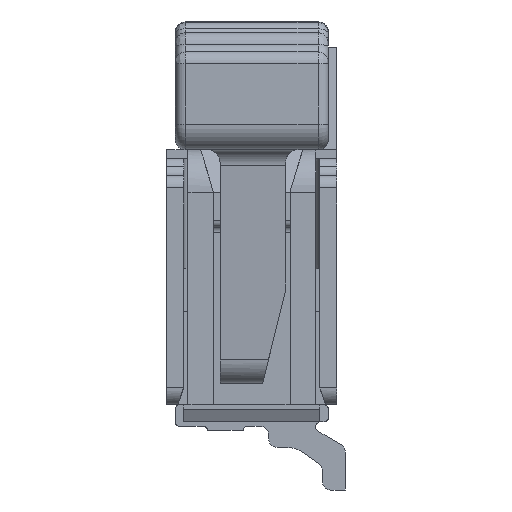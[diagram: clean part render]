
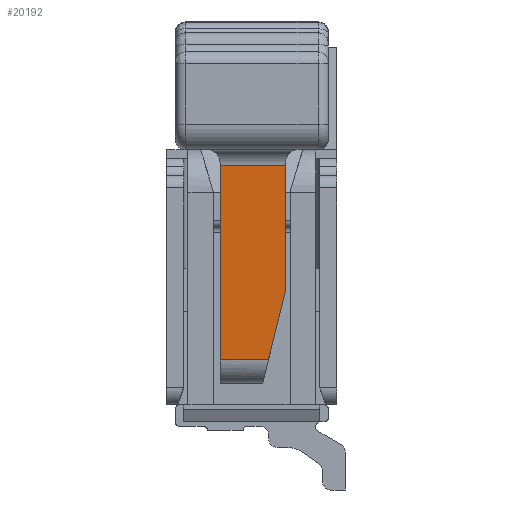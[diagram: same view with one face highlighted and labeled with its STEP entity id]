
A CAD part, left-side view. The second image highlights one B-rep face of the part: STEP entity #20192.
In plain terms, the highlighted face is planar.
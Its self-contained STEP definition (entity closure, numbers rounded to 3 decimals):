
#548 = VERTEX_POINT ( 'NONE', #20402 ) ;
#629 = DIRECTION ( 'NONE',  ( 0., 0., 1. ) ) ;
#685 = VECTOR ( 'NONE', #629, 1000. ) ;
#720 = VECTOR ( 'NONE', #1803, 1000. ) ;
#1569 = ORIENTED_EDGE ( 'NONE', *, *, #7151, .T. ) ;
#1803 = DIRECTION ( 'NONE',  ( -0.07, 0.969, 0.238 ) ) ;
#1880 = AXIS2_PLACEMENT_3D ( 'NONE', #9321, #12143, #2633 ) ;
#2074 = DIRECTION ( 'NONE',  ( -0.073, 0.997, 0. ) ) ;
#2465 = DIRECTION ( 'NONE',  ( 0.073, -0.997, 0. ) ) ;
#2491 = CARTESIAN_POINT ( 'NONE',  ( 945.44, 40.898, -0.373 ) ) ;
#2633 = DIRECTION ( 'NONE',  ( 0., 0., -1. ) ) ;
#3720 = EDGE_CURVE ( 'NONE', #548, #20168, #13151, .T. ) ;
#5022 = EDGE_LOOP ( 'NONE', ( #14436, #5347, #9761, #13807, #1569 ) ) ;
#5347 = ORIENTED_EDGE ( 'NONE', *, *, #3720, .T. ) ;
#5969 = VERTEX_POINT ( 'NONE', #19040 ) ;
#6084 = CARTESIAN_POINT ( 'NONE',  ( 945.44, 40.898, 0.397 ) ) ;
#7151 = EDGE_CURVE ( 'NONE', #16572, #16630, #10455, .T. ) ;
#7377 = LINE ( 'NONE', #12179, #17368 ) ;
#7763 = LINE ( 'NONE', #15718, #720 ) ;
#9321 = CARTESIAN_POINT ( 'NONE',  ( 945.523, 39.755, 0.012 ) ) ;
#9761 = ORIENTED_EDGE ( 'NONE', *, *, #17748, .F. ) ;
#10327 = CARTESIAN_POINT ( 'NONE',  ( 945.547, 39.434, 0.397 ) ) ;
#10455 = LINE ( 'NONE', #16733, #11627 ) ;
#10704 = CARTESIAN_POINT ( 'NONE',  ( 945.606, 38.612, 0.196 ) ) ;
#10881 = FACE_OUTER_BOUND ( 'NONE', #5022, .T. ) ;
#11627 = VECTOR ( 'NONE', #13894, 1000. ) ;
#12143 = DIRECTION ( 'NONE',  ( 0.997, 0.073, 0. ) ) ;
#12179 = CARTESIAN_POINT ( 'NONE',  ( 945.44, 40.898, -0.373 ) ) ;
#13151 = LINE ( 'NONE', #10327, #15315 ) ;
#13807 = ORIENTED_EDGE ( 'NONE', *, *, #13902, .T. ) ;
#13894 = DIRECTION ( 'NONE',  ( 0., 0., 1. ) ) ;
#13902 = EDGE_CURVE ( 'NONE', #5969, #16572, #7377, .T. ) ;
#14436 = ORIENTED_EDGE ( 'NONE', *, *, #15507, .T. ) ;
#15315 = VECTOR ( 'NONE', #2074, 1000. ) ;
#15507 = EDGE_CURVE ( 'NONE', #16630, #548, #7763, .T. ) ;
#15718 = CARTESIAN_POINT ( 'NONE',  ( 945.606, 38.612, 0.196 ) ) ;
#16572 = VERTEX_POINT ( 'NONE', #20203 ) ;
#16630 = VERTEX_POINT ( 'NONE', #10704 ) ;
#16733 = CARTESIAN_POINT ( 'NONE',  ( 945.606, 38.612, -0.373 ) ) ;
#16823 = LINE ( 'NONE', #2491, #685 ) ;
#17368 = VECTOR ( 'NONE', #2465, 1000. ) ;
#17748 = EDGE_CURVE ( 'NONE', #5969, #20168, #16823, .T. ) ;
#18828 = PLANE ( 'NONE',  #1880 ) ;
#19040 = CARTESIAN_POINT ( 'NONE',  ( 945.44, 40.898, -0.373 ) ) ;
#20168 = VERTEX_POINT ( 'NONE', #6084 ) ;
#20192 = ADVANCED_FACE ( 'NONE', ( #10881 ), #18828, .F. ) ;
#20203 = CARTESIAN_POINT ( 'NONE',  ( 945.606, 38.612, -0.373 ) ) ;
#20402 = CARTESIAN_POINT ( 'NONE',  ( 945.547, 39.434, 0.397 ) ) ;
